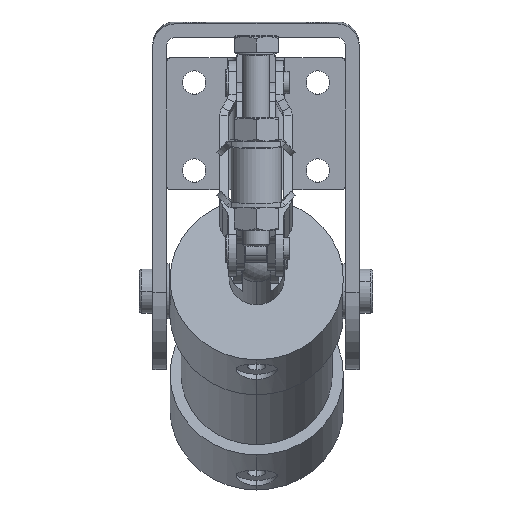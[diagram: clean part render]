
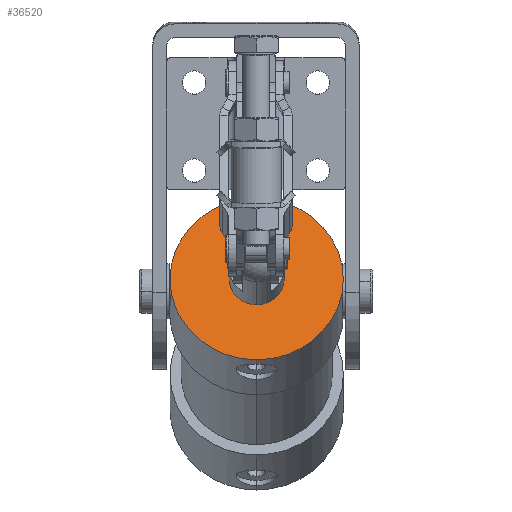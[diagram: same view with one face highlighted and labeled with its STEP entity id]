
A CAD part, left-side view. The second image highlights one B-rep face of the part: STEP entity #36520.
In plain terms, the highlighted face is planar.
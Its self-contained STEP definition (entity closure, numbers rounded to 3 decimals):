
#35003=CARTESIAN_POINT('',(-18.834,24.753,0.0));
#35004=VERTEX_POINT('',#35003);
#35013=CARTESIAN_POINT('',(-18.834,-38.247,0.));
#35014=VERTEX_POINT('',#35013);
#35015=CARTESIAN_POINT('',(-18.834,-6.747,0.0));
#35016=DIRECTION('',(1.0,0.0,0.0));
#35017=DIRECTION('',(0.0,1.0,0.0));
#35018=AXIS2_PLACEMENT_3D('',#35015,#35016,#35017);
#35019=CIRCLE('',#35018,31.5);
#35020=EDGE_CURVE('',#35004,#35014,#35019,.T.);
#35185=CARTESIAN_POINT('',(-18.834,3.253,0.0));
#35186=VERTEX_POINT('',#35185);
#35228=CARTESIAN_POINT('',(-18.834,-16.747,0.));
#35229=VERTEX_POINT('',#35228);
#35236=CARTESIAN_POINT('',(-18.834,-6.747,0.0));
#35237=DIRECTION('',(1.0,0.0,0.0));
#35238=DIRECTION('',(0.0,1.0,0.0));
#35239=AXIS2_PLACEMENT_3D('',#35236,#35237,#35238);
#35240=CIRCLE('',#35239,10.0);
#35241=EDGE_CURVE('',#35186,#35229,#35240,.T.);
#36466=CARTESIAN_POINT('',(-18.834,-6.747,0.0));
#36467=DIRECTION('',(1.0,0.0,0.0));
#36468=DIRECTION('',(0.0,1.0,0.0));
#36469=AXIS2_PLACEMENT_3D('',#36466,#36467,#36468);
#36470=CIRCLE('',#36469,10.0);
#36471=EDGE_CURVE('',#35229,#35186,#36470,.T.);
#36501=CARTESIAN_POINT('',(-18.834,14.003,0.0));
#36502=DIRECTION('',(-1.0,0.0,0.0));
#36503=DIRECTION('',(0.0,0.0,1.0));
#36504=AXIS2_PLACEMENT_3D('',#36501,#36502,#36503);
#36505=PLANE('',#36504);
#36506=ORIENTED_EDGE('',*,*,#35020,.F.);
#36507=CARTESIAN_POINT('',(-18.834,-6.747,0.0));
#36508=DIRECTION('',(1.0,0.0,0.0));
#36509=DIRECTION('',(0.0,1.0,0.0));
#36510=AXIS2_PLACEMENT_3D('',#36507,#36508,#36509);
#36511=CIRCLE('',#36510,31.5);
#36512=EDGE_CURVE('',#35014,#35004,#36511,.T.);
#36513=ORIENTED_EDGE('',*,*,#36512,.F.);
#36514=EDGE_LOOP('',(#36506,#36513));
#36515=FACE_OUTER_BOUND('',#36514,.T.);
#36516=ORIENTED_EDGE('',*,*,#35241,.T.);
#36517=ORIENTED_EDGE('',*,*,#36471,.T.);
#36518=EDGE_LOOP('',(#36516,#36517));
#36519=FACE_BOUND('',#36518,.T.);
#36520=ADVANCED_FACE('',(#36515,#36519),#36505,.T.);
